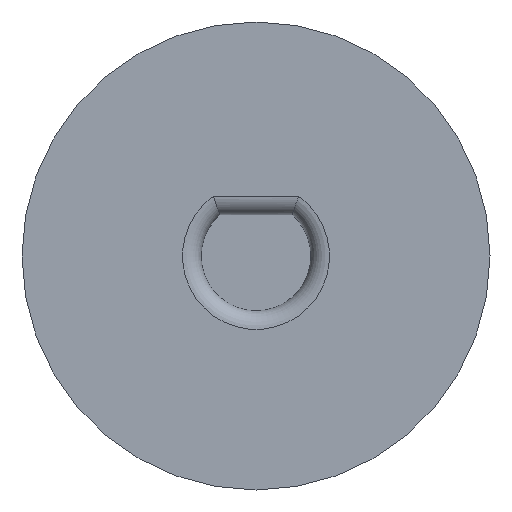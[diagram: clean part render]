
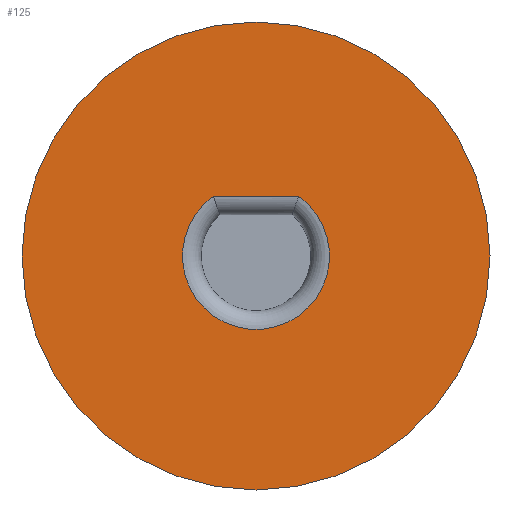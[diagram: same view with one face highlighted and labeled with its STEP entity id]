
A CAD part, front view. The second image highlights one B-rep face of the part: STEP entity #125.
In plain terms, the highlighted planar face has unit normal (0, -1, 0).
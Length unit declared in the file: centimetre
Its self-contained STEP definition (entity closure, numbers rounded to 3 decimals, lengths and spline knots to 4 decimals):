
#15=FACE_BOUND($,#45,.T.);
#21=PLANE($,#140);
#25=CIRCLE($,#138,0.3925);
#26=CIRCLE($,#141,1.25);
#35=FACE_OUTER_BOUND($,#44,.T.);
#44=EDGE_LOOP($,(#103));
#45=EDGE_LOOP($,(#104,#105));
#57=LINE($,#197,#62);
#62=VECTOR($,#156,1.);
#67=VERTEX_POINT($,#195);
#68=VERTEX_POINT($,#196);
#73=VERTEX_POINT($,#237);
#77=EDGE_CURVE($,#67,#68,#57,.T.);
#82=EDGE_CURVE($,#68,#67,#25,.T.);
#86=EDGE_CURVE($,#73,#73,#26,.T.);
#103=ORIENTED_EDGE($,*,*,#86,.F.);
#104=ORIENTED_EDGE($,*,*,#77,.F.);
#105=ORIENTED_EDGE($,*,*,#82,.F.);
#125=ADVANCED_FACE($,(#35,#15),#21,.F.);
#138=AXIS2_PLACEMENT_3D($,#229,#162,#163);
#140=AXIS2_PLACEMENT_3D($,#236,#169,#170);
#141=AXIS2_PLACEMENT_3D($,#238,#171,#172);
#156=DIRECTION($,(-1.,0.,0.));
#162=DIRECTION('center_axis',(0.,-1.,0.));
#163=DIRECTION('ref_axis',(0.,0.,-1.));
#169=DIRECTION('center_axis',(0.,1.,0.));
#170=DIRECTION('ref_axis',(1.,0.,0.));
#171=DIRECTION('center_axis',(0.,1.,0.));
#172=DIRECTION('ref_axis',(1.,0.,0.));
#195=CARTESIAN_POINT('',(0.2273,0.,0.32));
#196=CARTESIAN_POINT('',(-0.2273,0.,0.32));
#197=CARTESIAN_POINT($,(-0.0964,0.,0.32));
#229=CARTESIAN_POINT('Origin',(0.,0.,0.));
#236=CARTESIAN_POINT('Origin',(0.,0.,0.));
#237=CARTESIAN_POINT('',(-1.25,0.,0.));
#238=CARTESIAN_POINT('Origin',(0.,0.,0.));
